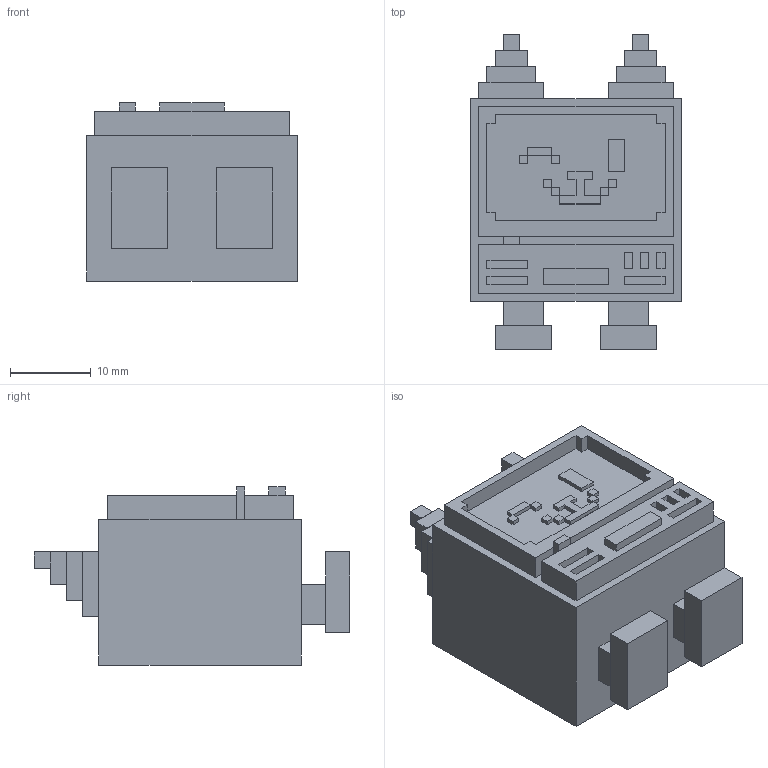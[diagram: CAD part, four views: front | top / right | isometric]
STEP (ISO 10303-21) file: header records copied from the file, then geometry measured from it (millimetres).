
FILE_DESCRIPTION((('zoo.dev export')), '2;1');
FILE_NAME('dump.step', '2025-02-14T15:12:23.330628066+00:00', ('Author unknown'), ('Organization unknown'), 'zoo.dev beta', 'zoo.dev', 'Authorization unknown');
FILE_SCHEMA(('AP203_CONFIGURATION_CONTROLLED_3D_DESIGN_OF_MECHANICAL_PARTS_AND_ASSEMBLIES_MIM_LF'));
Length unit declared in the file: metre
Products named in the file (3): UNIDENTIFIED_PRODUCT
Bounding box: 26 x 39 x 22 mm (x, y, z)
Volume: 13727.2 mm3; surface area: 4925.2 mm2
Topology: 5 solids, 5 shells, 236 faces, 568 edges, 372 vertices
Faces by surface type: plane 236
Entity records: 6455 total; most frequent: CARTESIAN_POINT 1176, ORIENTED_EDGE 1128, DIRECTION 800, VECTOR 564, LINE 564, EDGE_CURVE 564, VERTEX_POINT 376, EDGE_LOOP 274
